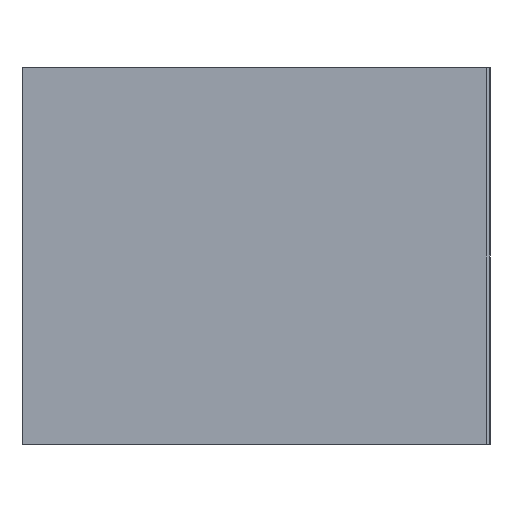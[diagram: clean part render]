
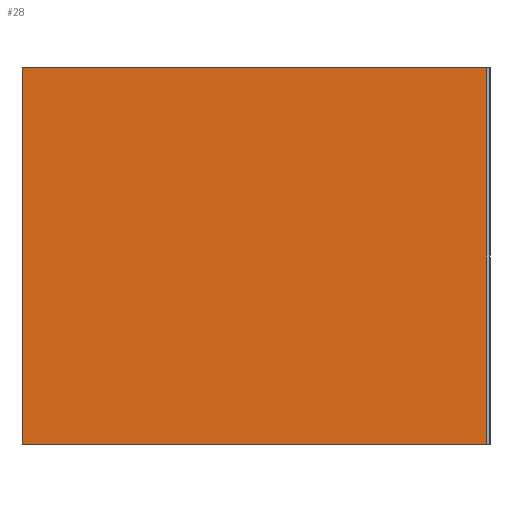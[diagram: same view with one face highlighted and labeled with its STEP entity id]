
A CAD part, left-side view. The second image highlights one B-rep face of the part: STEP entity #28.
In plain terms, the highlighted planar face has unit normal (-1, 0, 0).
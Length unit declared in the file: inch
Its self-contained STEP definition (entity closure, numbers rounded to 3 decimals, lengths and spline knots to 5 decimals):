
#4 = EDGE_CURVE ( 'NONE', #350, #13, #255, .T. ) ;
#8 = DIRECTION ( 'NONE',  ( 0., 0., -1. ) ) ;
#13 = VERTEX_POINT ( 'NONE', #224 ) ;
#28 = ADVANCED_FACE ( 'NONE', ( #176 ), #289, .F. ) ;
#35 = CARTESIAN_POINT ( 'NONE',  ( -0.075, 18.59091, 15. ) ) ;
#42 = AXIS2_PLACEMENT_3D ( 'NONE', #35, #201, #8 ) ;
#52 = DIRECTION ( 'NONE',  ( 0., 0., -1. ) ) ;
#76 = DIRECTION ( 'NONE',  ( 0., -1., 0. ) ) ;
#102 = VECTOR ( 'NONE', #52, 39.37008 ) ;
#116 = DIRECTION ( 'NONE',  ( 0., 0., -1. ) ) ;
#123 = EDGE_CURVE ( 'NONE', #220, #350, #274, .T. ) ;
#130 = VECTOR ( 'NONE', #305, 39.37008 ) ;
#163 = LINE ( 'NONE', #340, #102 ) ;
#175 = ORIENTED_EDGE ( 'NONE', *, *, #123, .F. ) ;
#176 = FACE_OUTER_BOUND ( 'NONE', #312, .T. ) ;
#178 = EDGE_CURVE ( 'NONE', #375, #13, #211, .T. ) ;
#184 = EDGE_CURVE ( 'NONE', #220, #375, #163, .T. ) ;
#187 = CARTESIAN_POINT ( 'NONE',  ( -0.075, 18.59091, 0. ) ) ;
#193 = CARTESIAN_POINT ( 'NONE',  ( -0.075, 0.079, 15. ) ) ;
#199 = ORIENTED_EDGE ( 'NONE', *, *, #4, .F. ) ;
#201 = DIRECTION ( 'NONE',  ( 1., 0., 0. ) ) ;
#211 = LINE ( 'NONE', #187, #130 ) ;
#212 = VECTOR ( 'NONE', #116, 39.37008 ) ;
#220 = VERTEX_POINT ( 'NONE', #374 ) ;
#224 = CARTESIAN_POINT ( 'NONE',  ( -0.075, 0.079, 0. ) ) ;
#230 = CARTESIAN_POINT ( 'NONE',  ( -0.075, 18.59091, 0. ) ) ;
#238 = CARTESIAN_POINT ( 'NONE',  ( -0.075, 18.59091, 15. ) ) ;
#244 = ORIENTED_EDGE ( 'NONE', *, *, #184, .T. ) ;
#255 = LINE ( 'NONE', #193, #212 ) ;
#274 = LINE ( 'NONE', #238, #292 ) ;
#288 = ORIENTED_EDGE ( 'NONE', *, *, #178, .T. ) ;
#289 = PLANE ( 'NONE',  #42 ) ;
#292 = VECTOR ( 'NONE', #76, 39.37008 ) ;
#305 = DIRECTION ( 'NONE',  ( 0., -1., 0. ) ) ;
#312 = EDGE_LOOP ( 'NONE', ( #288, #199, #175, #244 ) ) ;
#340 = CARTESIAN_POINT ( 'NONE',  ( -0.075, 18.59091, 15. ) ) ;
#350 = VERTEX_POINT ( 'NONE', #368 ) ;
#368 = CARTESIAN_POINT ( 'NONE',  ( -0.075, 0.079, 15. ) ) ;
#374 = CARTESIAN_POINT ( 'NONE',  ( -0.075, 18.59091, 15. ) ) ;
#375 = VERTEX_POINT ( 'NONE', #230 ) ;
